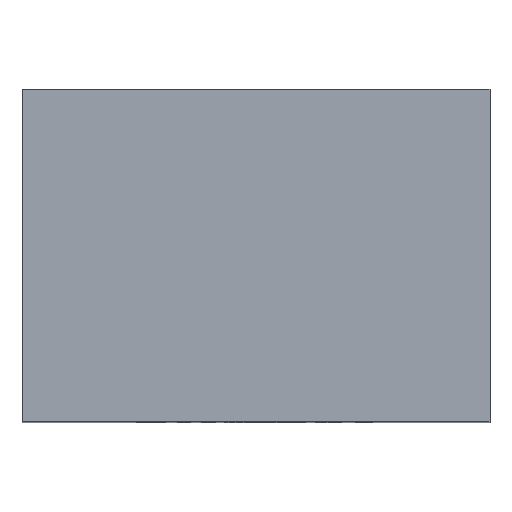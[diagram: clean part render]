
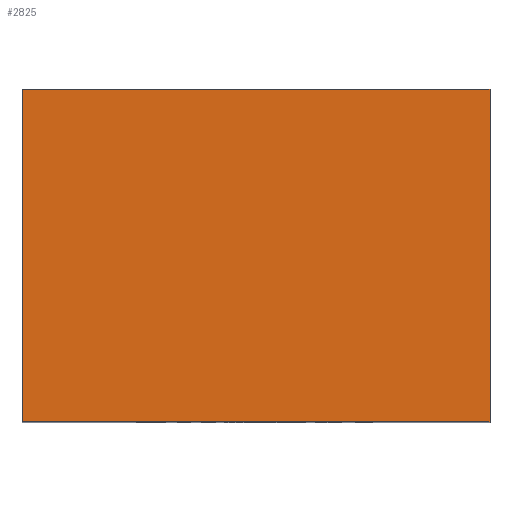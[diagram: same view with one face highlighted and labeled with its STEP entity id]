
A CAD part, top view. The second image highlights one B-rep face of the part: STEP entity #2825.
In plain terms, the highlighted planar face has unit normal (0, 0, 1).
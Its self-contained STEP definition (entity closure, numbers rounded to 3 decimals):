
#389 = PLANE ( 'NONE',  #13052 ) ;
#481 = CARTESIAN_POINT ( 'NONE',  ( -16.2, 23., 22.5 ) ) ;
#859 = DIRECTION ( 'NONE',  ( 1., 0., 0. ) ) ;
#987 = CARTESIAN_POINT ( 'NONE',  ( -16.2, 0., 22.5 ) ) ;
#1693 = VERTEX_POINT ( 'NONE', #13007 ) ;
#2513 = EDGE_CURVE ( 'NONE', #12897, #4397, #5655, .T. ) ;
#2825 = ADVANCED_FACE ( 'NONE', ( #6551 ), #389, .F. ) ;
#3791 = CARTESIAN_POINT ( 'NONE',  ( -16.2, 23., 22.5 ) ) ;
#4306 = VERTEX_POINT ( 'NONE', #5514 ) ;
#4397 = VERTEX_POINT ( 'NONE', #987 ) ;
#4625 = DIRECTION ( 'NONE',  ( 0., 0., -1. ) ) ;
#5514 = CARTESIAN_POINT ( 'NONE',  ( 16.2, 0., 22.5 ) ) ;
#5630 = VECTOR ( 'NONE', #859, 1000. ) ;
#5655 = LINE ( 'NONE', #5946, #12606 ) ;
#5873 = DIRECTION ( 'NONE',  ( 0., -1., 0. ) ) ;
#5946 = CARTESIAN_POINT ( 'NONE',  ( -16.2, 23., 22.5 ) ) ;
#6551 = FACE_OUTER_BOUND ( 'NONE', #11325, .T. ) ;
#6690 = CARTESIAN_POINT ( 'NONE',  ( -16.2, 23., 22.5 ) ) ;
#7189 = ORIENTED_EDGE ( 'NONE', *, *, #9060, .F. ) ;
#7639 = EDGE_CURVE ( 'NONE', #4397, #4306, #9631, .T. ) ;
#8062 = EDGE_CURVE ( 'NONE', #1693, #4306, #12879, .T. ) ;
#8136 = ORIENTED_EDGE ( 'NONE', *, *, #8062, .F. ) ;
#8428 = CARTESIAN_POINT ( 'NONE',  ( -16.2, 0., 22.5 ) ) ;
#8744 = DIRECTION ( 'NONE',  ( -1., 0., 0. ) ) ;
#9060 = EDGE_CURVE ( 'NONE', #12897, #1693, #11174, .T. ) ;
#9631 = LINE ( 'NONE', #8428, #5630 ) ;
#10177 = VECTOR ( 'NONE', #13876, 1000. ) ;
#10552 = ORIENTED_EDGE ( 'NONE', *, *, #7639, .T. ) ;
#11174 = LINE ( 'NONE', #481, #13612 ) ;
#11316 = DIRECTION ( 'NONE',  ( 1., 0., 0. ) ) ;
#11325 = EDGE_LOOP ( 'NONE', ( #10552, #8136, #7189, #12321 ) ) ;
#12321 = ORIENTED_EDGE ( 'NONE', *, *, #2513, .T. ) ;
#12601 = CARTESIAN_POINT ( 'NONE',  ( 16.2, 23., 22.5 ) ) ;
#12606 = VECTOR ( 'NONE', #5873, 1000. ) ;
#12879 = LINE ( 'NONE', #12601, #10177 ) ;
#12897 = VERTEX_POINT ( 'NONE', #3791 ) ;
#13007 = CARTESIAN_POINT ( 'NONE',  ( 16.2, 23., 22.5 ) ) ;
#13052 = AXIS2_PLACEMENT_3D ( 'NONE', #6690, #4625, #8744 ) ;
#13612 = VECTOR ( 'NONE', #11316, 1000. ) ;
#13876 = DIRECTION ( 'NONE',  ( 0., -1., 0. ) ) ;
